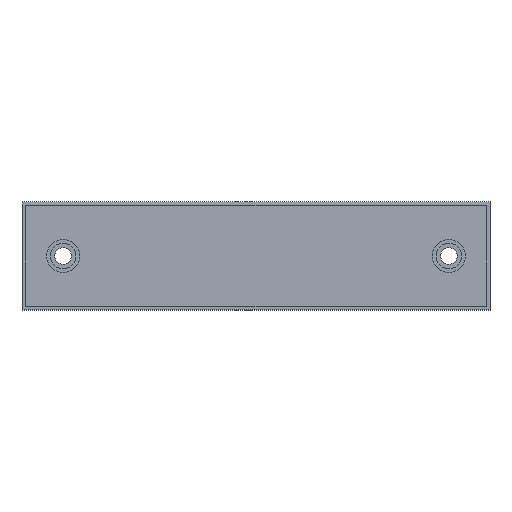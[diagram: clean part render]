
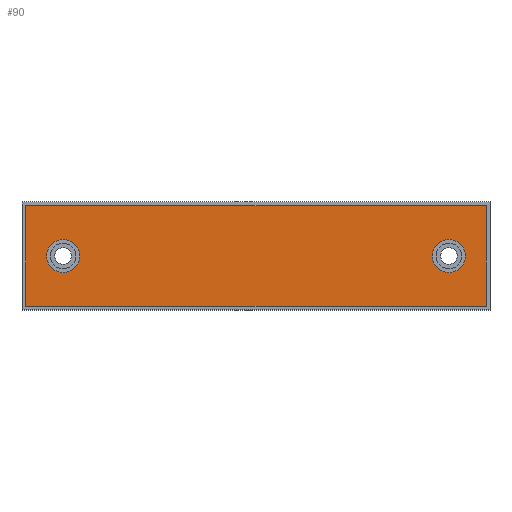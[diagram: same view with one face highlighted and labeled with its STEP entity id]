
A CAD part, top view. The second image highlights one B-rep face of the part: STEP entity #90.
In plain terms, the highlighted planar face has unit normal (0, 0, 1).
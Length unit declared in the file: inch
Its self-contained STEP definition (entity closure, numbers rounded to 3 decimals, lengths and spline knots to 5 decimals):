
#12 = CARTESIAN_POINT ( 'NONE',  ( 2.95276, 0., 0.28346 ) ) ;
#20 = DIRECTION ( 'NONE',  ( -1., 0., 0. ) ) ;
#28 = VERTEX_POINT ( 'NONE', #332 ) ;
#75 = DIRECTION ( 'NONE',  ( 1., 0., 0. ) ) ;
#90 = ADVANCED_FACE ( 'NONE', ( #266, #105, #664 ), #659, .T. ) ;
#102 = DIRECTION ( 'NONE',  ( -1., 0., 0. ) ) ;
#105 = FACE_OUTER_BOUND ( 'NONE', #631, .T. ) ;
#119 = EDGE_LOOP ( 'NONE', ( #485, #606 ) ) ;
#129 = AXIS2_PLACEMENT_3D ( 'NONE', #138, #407, #20 ) ;
#131 = LINE ( 'NONE', #433, #321 ) ;
#132 = CIRCLE ( 'NONE', #188, 0.25394 ) ;
#138 = CARTESIAN_POINT ( 'NONE',  ( 2.95276, 0., 0.28346 ) ) ;
#164 = CARTESIAN_POINT ( 'NONE',  ( -3.52362, 0.76772, 0.28346 ) ) ;
#173 = CARTESIAN_POINT ( 'NONE',  ( 3.52362, 0.76772, 0.28346 ) ) ;
#177 = CARTESIAN_POINT ( 'NONE',  ( -3.52362, -0.76772, 0.28346 ) ) ;
#188 = AXIS2_PLACEMENT_3D ( 'NONE', #636, #380, #762 ) ;
#200 = CARTESIAN_POINT ( 'NONE',  ( 0., 0., 0.28346 ) ) ;
#209 = CIRCLE ( 'NONE', #129, 0.25394 ) ;
#224 = AXIS2_PLACEMENT_3D ( 'NONE', #200, #722, #654 ) ;
#243 = VECTOR ( 'NONE', #584, 39.37008 ) ;
#263 = CARTESIAN_POINT ( 'NONE',  ( -3.52362, 0.76772, 0.28346 ) ) ;
#266 = FACE_BOUND ( 'NONE', #119, .T. ) ;
#268 = DIRECTION ( 'NONE',  ( 0., 0., -1. ) ) ;
#271 = CARTESIAN_POINT ( 'NONE',  ( -3.52362, -0.76772, 0.28346 ) ) ;
#294 = VERTEX_POINT ( 'NONE', #811 ) ;
#306 = VERTEX_POINT ( 'NONE', #173 ) ;
#321 = VECTOR ( 'NONE', #622, 39.37008 ) ;
#328 = EDGE_CURVE ( 'NONE', #306, #565, #131, .T. ) ;
#332 = CARTESIAN_POINT ( 'NONE',  ( 3.52362, -0.76772, 0.28346 ) ) ;
#345 = CARTESIAN_POINT ( 'NONE',  ( 3.20669, 0., 0.28346 ) ) ;
#347 = EDGE_CURVE ( 'NONE', #620, #28, #368, .T. ) ;
#361 = EDGE_CURVE ( 'NONE', #565, #620, #418, .T. ) ;
#368 = LINE ( 'NONE', #271, #454 ) ;
#380 = DIRECTION ( 'NONE',  ( 0., 0., -1. ) ) ;
#381 = EDGE_CURVE ( 'NONE', #294, #504, #209, .T. ) ;
#396 = CARTESIAN_POINT ( 'NONE',  ( -2.69882, 0., 0.28346 ) ) ;
#398 = AXIS2_PLACEMENT_3D ( 'NONE', #12, #268, #649 ) ;
#403 = CIRCLE ( 'NONE', #398, 0.25394 ) ;
#407 = DIRECTION ( 'NONE',  ( 0., 0., -1. ) ) ;
#409 = EDGE_CURVE ( 'NONE', #504, #294, #403, .T. ) ;
#418 = LINE ( 'NONE', #263, #243 ) ;
#426 = ORIENTED_EDGE ( 'NONE', *, *, #515, .T. ) ;
#431 = VERTEX_POINT ( 'NONE', #396 ) ;
#433 = CARTESIAN_POINT ( 'NONE',  ( 3.52362, 0.76772, 0.28346 ) ) ;
#437 = VERTEX_POINT ( 'NONE', #658 ) ;
#446 = AXIS2_PLACEMENT_3D ( 'NONE', #798, #793, #102 ) ;
#449 = ORIENTED_EDGE ( 'NONE', *, *, #361, .T. ) ;
#454 = VECTOR ( 'NONE', #75, 39.37008 ) ;
#461 = EDGE_CURVE ( 'NONE', #437, #431, #494, .T. ) ;
#479 = DIRECTION ( 'NONE',  ( 0., 1., 0. ) ) ;
#484 = VECTOR ( 'NONE', #479, 39.37008 ) ;
#485 = ORIENTED_EDGE ( 'NONE', *, *, #381, .T. ) ;
#494 = CIRCLE ( 'NONE', #446, 0.25394 ) ;
#504 = VERTEX_POINT ( 'NONE', #345 ) ;
#515 = EDGE_CURVE ( 'NONE', #28, #306, #734, .T. ) ;
#559 = ORIENTED_EDGE ( 'NONE', *, *, #461, .T. ) ;
#565 = VERTEX_POINT ( 'NONE', #164 ) ;
#584 = DIRECTION ( 'NONE',  ( 0., -1., 0. ) ) ;
#606 = ORIENTED_EDGE ( 'NONE', *, *, #409, .T. ) ;
#610 = CARTESIAN_POINT ( 'NONE',  ( 3.52362, -0.76772, 0.28346 ) ) ;
#620 = VERTEX_POINT ( 'NONE', #177 ) ;
#622 = DIRECTION ( 'NONE',  ( -1., 0., 0. ) ) ;
#628 = EDGE_LOOP ( 'NONE', ( #559, #644 ) ) ;
#631 = EDGE_LOOP ( 'NONE', ( #776, #426, #818, #449 ) ) ;
#636 = CARTESIAN_POINT ( 'NONE',  ( -2.95276, 0., 0.28346 ) ) ;
#644 = ORIENTED_EDGE ( 'NONE', *, *, #807, .T. ) ;
#649 = DIRECTION ( 'NONE',  ( -1., 0., 0. ) ) ;
#654 = DIRECTION ( 'NONE',  ( 1., 0., 0. ) ) ;
#658 = CARTESIAN_POINT ( 'NONE',  ( -3.20669, 0., 0.28346 ) ) ;
#659 = PLANE ( 'NONE',  #224 ) ;
#664 = FACE_BOUND ( 'NONE', #628, .T. ) ;
#722 = DIRECTION ( 'NONE',  ( 0., 0., 1. ) ) ;
#734 = LINE ( 'NONE', #610, #484 ) ;
#762 = DIRECTION ( 'NONE',  ( -1., 0., 0. ) ) ;
#776 = ORIENTED_EDGE ( 'NONE', *, *, #347, .T. ) ;
#793 = DIRECTION ( 'NONE',  ( 0., 0., -1. ) ) ;
#798 = CARTESIAN_POINT ( 'NONE',  ( -2.95276, 0., 0.28346 ) ) ;
#807 = EDGE_CURVE ( 'NONE', #431, #437, #132, .T. ) ;
#811 = CARTESIAN_POINT ( 'NONE',  ( 2.69882, 0., 0.28346 ) ) ;
#818 = ORIENTED_EDGE ( 'NONE', *, *, #328, .T. ) ;
